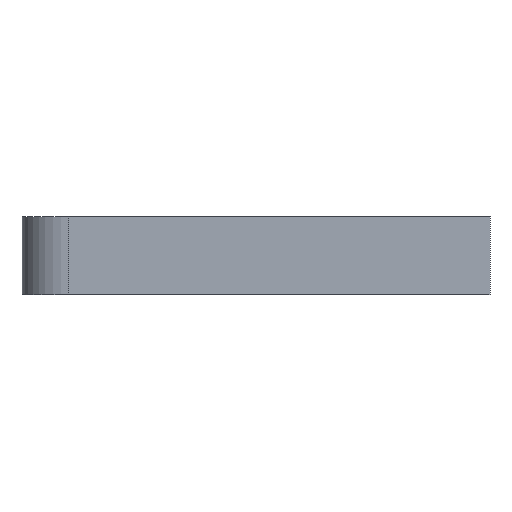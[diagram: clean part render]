
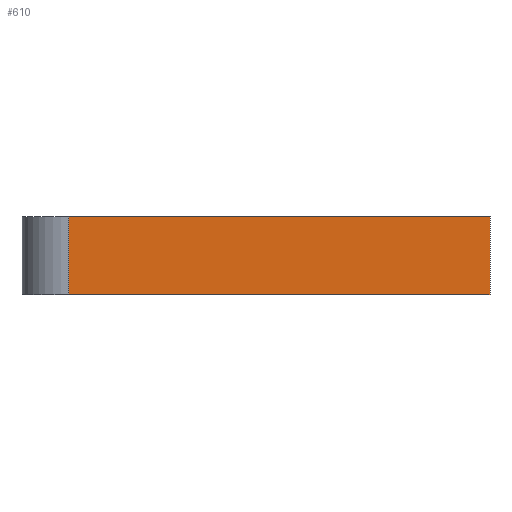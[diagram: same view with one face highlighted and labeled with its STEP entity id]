
A CAD part, left-side view. The second image highlights one B-rep face of the part: STEP entity #610.
In plain terms, the highlighted planar face has unit normal (-1, 0, 0).
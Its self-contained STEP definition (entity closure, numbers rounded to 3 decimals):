
#18 = VERTEX_POINT ( 'NONE', #780 ) ;
#64 = EDGE_CURVE ( 'NONE', #18, #110, #204, .T. ) ;
#86 = DIRECTION ( 'NONE',  ( 0., 0., -1. ) ) ;
#110 = VERTEX_POINT ( 'NONE', #317 ) ;
#180 = VECTOR ( 'NONE', #86, 1000. ) ;
#194 = VECTOR ( 'NONE', #253, 1000. ) ;
#204 = LINE ( 'NONE', #446, #194 ) ;
#218 = CARTESIAN_POINT ( 'NONE',  ( 0., -3., -5. ) ) ;
#253 = DIRECTION ( 'NONE',  ( 0., -1., 0. ) ) ;
#272 = FACE_OUTER_BOUND ( 'NONE', #755, .T. ) ;
#317 = CARTESIAN_POINT ( 'NONE',  ( 0., -30., 0. ) ) ;
#345 = PLANE ( 'NONE',  #428 ) ;
#375 = VECTOR ( 'NONE', #782, 1000. ) ;
#417 = CARTESIAN_POINT ( 'NONE',  ( 0., 0., -5. ) ) ;
#428 = AXIS2_PLACEMENT_3D ( 'NONE', #417, #673, #601 ) ;
#435 = CARTESIAN_POINT ( 'NONE',  ( 0., -30., -5. ) ) ;
#446 = CARTESIAN_POINT ( 'NONE',  ( 0., 0., 0. ) ) ;
#453 = CARTESIAN_POINT ( 'NONE',  ( 0., 0., -5. ) ) ;
#472 = DIRECTION ( 'NONE',  ( 0., 0., 1. ) ) ;
#514 = ORIENTED_EDGE ( 'NONE', *, *, #542, .T. ) ;
#525 = LINE ( 'NONE', #453, #375 ) ;
#542 = EDGE_CURVE ( 'NONE', #18, #727, #660, .T. ) ;
#573 = EDGE_CURVE ( 'NONE', #724, #110, #594, .T. ) ;
#594 = LINE ( 'NONE', #606, #778 ) ;
#601 = DIRECTION ( 'NONE',  ( 0., 0., 1. ) ) ;
#606 = CARTESIAN_POINT ( 'NONE',  ( 0., -30., -5. ) ) ;
#610 = ADVANCED_FACE ( 'NONE', ( #272 ), #345, .T. ) ;
#624 = ORIENTED_EDGE ( 'NONE', *, *, #833, .T. ) ;
#660 = LINE ( 'NONE', #218, #180 ) ;
#673 = DIRECTION ( 'NONE',  ( -1., 0., 0. ) ) ;
#690 = CARTESIAN_POINT ( 'NONE',  ( 0., -3., -5. ) ) ;
#724 = VERTEX_POINT ( 'NONE', #435 ) ;
#727 = VERTEX_POINT ( 'NONE', #690 ) ;
#755 = EDGE_LOOP ( 'NONE', ( #830, #514, #624, #799 ) ) ;
#778 = VECTOR ( 'NONE', #472, 1000. ) ;
#780 = CARTESIAN_POINT ( 'NONE',  ( 0., -3., 0. ) ) ;
#782 = DIRECTION ( 'NONE',  ( 0., -1., 0. ) ) ;
#799 = ORIENTED_EDGE ( 'NONE', *, *, #573, .T. ) ;
#830 = ORIENTED_EDGE ( 'NONE', *, *, #64, .F. ) ;
#833 = EDGE_CURVE ( 'NONE', #727, #724, #525, .T. ) ;
